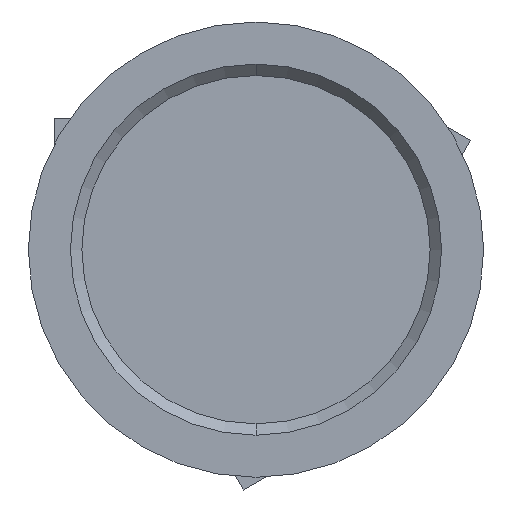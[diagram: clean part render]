
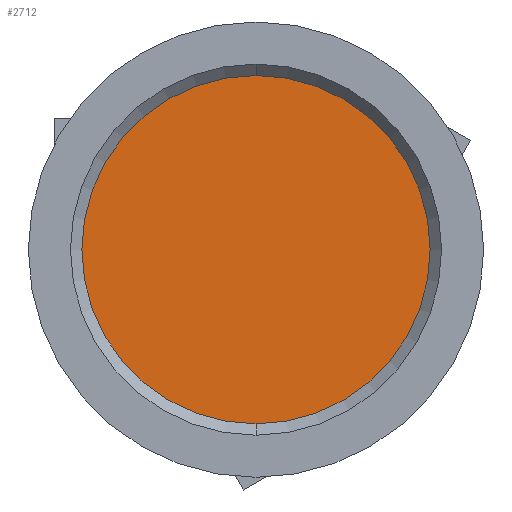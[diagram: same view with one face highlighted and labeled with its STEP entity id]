
A CAD part, front view. The second image highlights one B-rep face of the part: STEP entity #2712.
In plain terms, the highlighted planar face has unit normal (0, -1, 0).
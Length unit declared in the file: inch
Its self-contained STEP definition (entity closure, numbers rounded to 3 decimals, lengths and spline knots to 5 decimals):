
#287 = AXIS2_PLACEMENT_3D ( 'NONE', #1814, #1813, #1812 ) ;
#296 = AXIS2_PLACEMENT_3D ( 'NONE', #1787, #1779, #1778 ) ;
#706 = EDGE_CURVE ( 'NONE', #2338, #2449, #4185, .T. ) ;
#711 = EDGE_CURVE ( 'NONE', #2449, #2338, #4183, .T. ) ;
#1177 = CARTESIAN_POINT ( 'NONE',  ( 0., 0.385, -0.4 ) ) ;
#1269 = CARTESIAN_POINT ( 'NONE',  ( 0., 0.385, 0.4 ) ) ;
#1778 = DIRECTION ( 'NONE',  ( 0., 0., 1. ) ) ;
#1779 = DIRECTION ( 'NONE',  ( 0., 1., 0. ) ) ;
#1787 = CARTESIAN_POINT ( 'NONE',  ( 0., 0.385, 0. ) ) ;
#1812 = DIRECTION ( 'NONE',  ( 0., 0., 1. ) ) ;
#1813 = DIRECTION ( 'NONE',  ( 0., 1., 0. ) ) ;
#1814 = CARTESIAN_POINT ( 'NONE',  ( 0., 0.385, 0. ) ) ;
#2338 = VERTEX_POINT ( 'NONE', #1269 ) ;
#2449 = VERTEX_POINT ( 'NONE', #1177 ) ;
#2712 = ADVANCED_FACE ( 'NONE', ( #3869 ), #4850, .F. ) ;
#2911 = EDGE_LOOP ( 'NONE', ( #2999, #2960 ) ) ;
#2960 = ORIENTED_EDGE ( 'NONE', *, *, #706, .F. ) ;
#2999 = ORIENTED_EDGE ( 'NONE', *, *, #711, .F. ) ;
#3150 = AXIS2_PLACEMENT_3D ( 'NONE', #4887, #4837, #4836 ) ;
#3869 = FACE_OUTER_BOUND ( 'NONE', #2911, .T. ) ;
#4183 = CIRCLE ( 'NONE', #296, 0.4 ) ;
#4185 = CIRCLE ( 'NONE', #287, 0.4 ) ;
#4836 = DIRECTION ( 'NONE',  ( 0., 0., 1. ) ) ;
#4837 = DIRECTION ( 'NONE',  ( 0., 1., 0. ) ) ;
#4850 = PLANE ( 'NONE',  #3150 ) ;
#4887 = CARTESIAN_POINT ( 'NONE',  ( 0., 0.385, 0. ) ) ;
